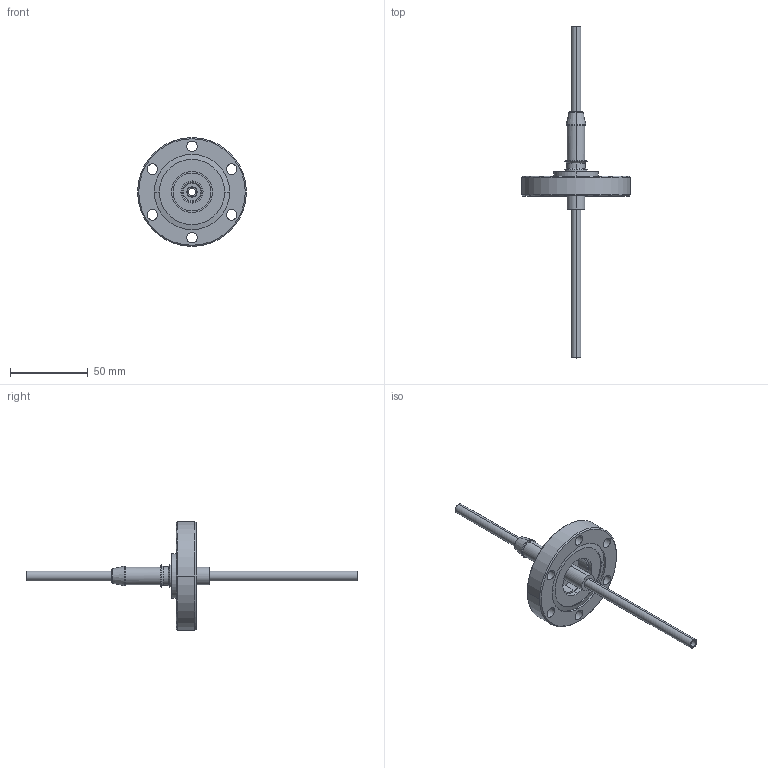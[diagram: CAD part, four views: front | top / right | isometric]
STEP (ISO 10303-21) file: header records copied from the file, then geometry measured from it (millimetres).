
FILE_DESCRIPTION (( 'STEP AP203' ), '1' );
FILE_NAME ('A0563-1-CF.STEP', '2013-06-17T11:24:19', ( '' ), ( '' ), 'SwSTEP 2.0', 'SolidWorks 2012', '' );
FILE_SCHEMA (( 'CONFIG_CONTROL_DESIGN' ));
Length unit declared in the file: inch
Products named in the file (1): A0563-1-CF
Bounding box: 69.85 x 213.11 x 69.85 mm (x, y, z)
Volume: 46726.6 mm3; surface area: 24160.8 mm2
Topology: 1 solids, 3 shells, 105 faces, 228 edges, 140 vertices
Faces by surface type: cylinder 52, cone 30, plane 17, bspline 6
Entity records: 3285 total; most frequent: CARTESIAN_POINT 784, DIRECTION 566, ORIENTED_EDGE 456, AXIS2_PLACEMENT_3D 242, EDGE_CURVE 228, CIRCLE 142, VERTEX_POINT 140, EDGE_LOOP 134
